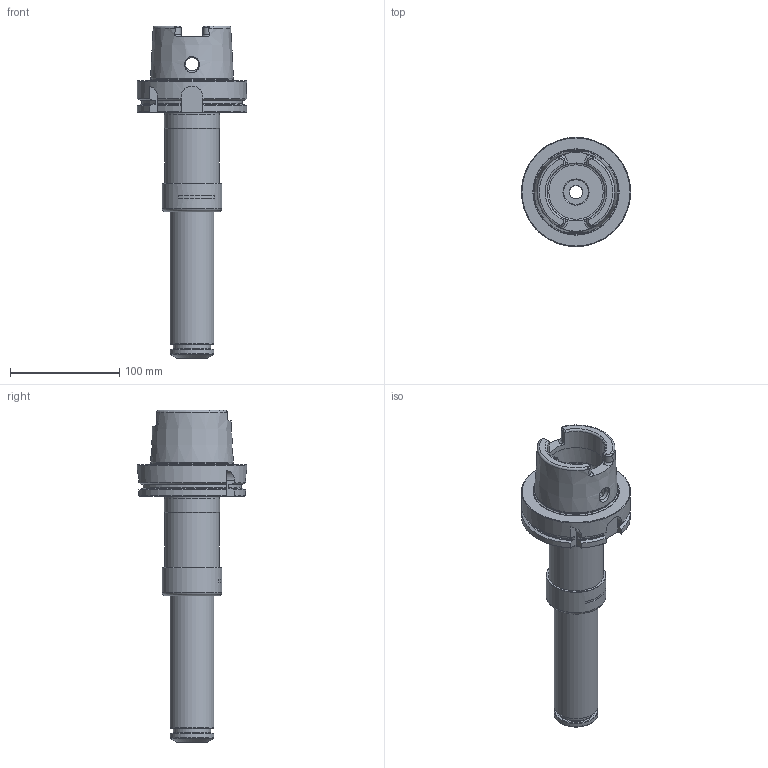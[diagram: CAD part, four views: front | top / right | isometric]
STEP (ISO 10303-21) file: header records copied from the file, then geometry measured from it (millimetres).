
FILE_DESCRIPTION(/* description */ (''),/* implementation_level */ '2;1');
FILE_NAME(/* name */ '888576090.stp',/* time_stamp */ '2023-03-15T12:23:56',/* author */ ('Ratnasingam Jekanthan'),/* organization */ ('REGO-FIX'),/* preprocessor_version */ ' Unknown',/* originating_system */ 'SIEMENS PLM Software Solid Edge ST10',/* authorization */ 'Unknown');
FILE_SCHEMA (('AUTOMOTIVE_DESIGN { 1 0 10303 214 2 1 1}'));
Length unit declared in the file: millimetre
Products named in the file (1): NOCUT
Bounding box: 100 x 100 x 304 mm (x, y, z)
Volume: 547356.6 mm3; surface area: 104695 mm2
Topology: 1 solids, 2 shells, 188 faces, 457 edges, 286 vertices
Faces by surface type: plane 51, cylinder 50, cone 49, torus 38
Full cylindrical faces by diameter (mm): 10 x1, 12 x4, 14 x1, 22.376 x1, 25 x2, 30.5 x1, 31.6 x1, 33 x1, 34 x1, 40 x2, 40.2 x1, 42 x1, 45 x1, 48.376 x2, 50 x1, 50.05 x1, 50.5 x1, 51.3 x1, 53 x2, 54.8 x1, 63 x1, 75.459 x1, 100 x1
Entity records: 6394 total; most frequent: CARTESIAN_POINT 1187, DIRECTION 824, ORIENTED_EDGE 672, AXIS2_PLACEMENT_3D 368, EDGE_CURVE 336, EDGE_LOOP 300, FACE_BOUND 300, VERTEX_POINT 256
